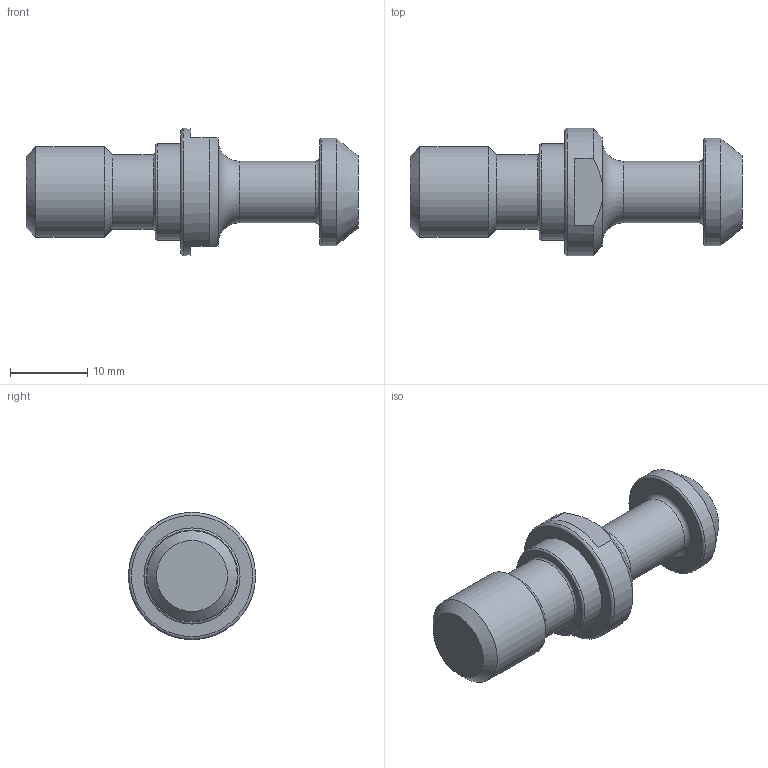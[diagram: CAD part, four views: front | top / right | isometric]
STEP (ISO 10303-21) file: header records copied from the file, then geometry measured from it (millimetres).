
FILE_DESCRIPTION(/* description */ (''),/* implementation_level */ '2;1');
FILE_NAME(/* name */ 'PS-32613.step',/* time_stamp */ '2025-09-04T16:01:32-05:00',/* author */ (''),/* organization */ (''),/* preprocessor_version */ 'ST-DEVELOPER v20.1',/* originating_system */ 'Autodesk Translation Framework v14.10.0.0',/* authorisation */ '');
FILE_SCHEMA (('AUTOMOTIVE_DESIGN { 1 0 10303 214 3 1 1 }'));
Length unit declared in the file: inch
Products named in the file (4): PS-32613; PS-32613_1; PS-32613 (1); PS-32613 (2)
Assembly tree (3 placements, depth 4):
  PS-32613
    PS-32613_1
      PS-32613 (1)
        PS-32613 (2)
Bounding box: 43.03 x 16.48 x 16.48 mm (x, y, z)
Volume: 4276.9 mm3; surface area: 1999.8 mm2
Topology: 1 solids, 1 shells, 29 faces, 65 edges, 42 vertices
Faces by surface type: plane 12, cylinder 6, torus 6, cone 5
Full cylindrical faces by diameter (mm): 8.001 x1, 9.652 x1, 11.76 x1, 12.446 x1, 13.894 x1, 16.485 x1
Entity records: 938 total; most frequent: CARTESIAN_POINT 171, DIRECTION 169, ORIENTED_EDGE 130, AXIS2_PLACEMENT_3D 75, EDGE_CURVE 65, VERTEX_POINT 42, CIRCLE 39, EDGE_LOOP 33
